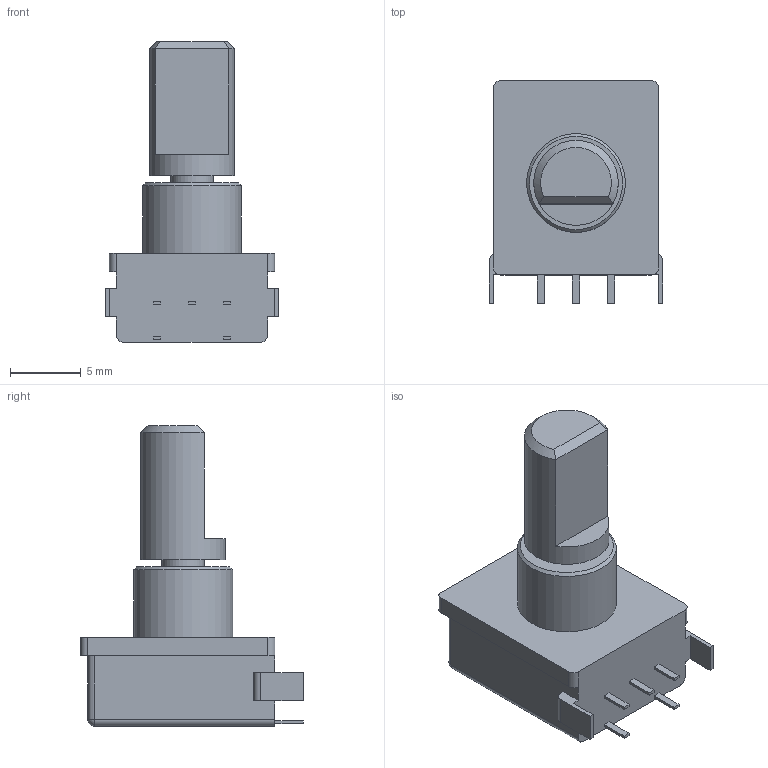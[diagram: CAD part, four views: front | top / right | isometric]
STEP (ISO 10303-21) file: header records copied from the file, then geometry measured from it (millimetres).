
FILE_DESCRIPTION(/* description */ (''),/* implementation_level */ '2;1');
FILE_NAME(/* name */ 'ACZ11BR4E-15FA1-20C.step',/* time_stamp */ '2024-08-17T18:13:53+02:00',/* author */ (''),/* organization */ (''),/* preprocessor_version */ 'ST-DEVELOPER v20',/* originating_system */ 'Autodesk Translation Framework v13.14.0.145',/* authorisation */ '');
FILE_SCHEMA (('AUTOMOTIVE_DESIGN { 1 0 10303 214 3 1 1 }'));
Length unit declared in the file: millimetre
Products named in the file (1): ACZ11BR4E-15FA1-20C
Bounding box: 12.3 x 15.75 x 21.3 mm (x, y, z)
Volume: 1341.1 mm3; surface area: 977.5 mm2
Topology: 1 solids, 1 shells, 71 faces, 172 edges, 111 vertices
Faces by surface type: plane 53, cylinder 14, sphere 2, cone 2
Full cylindrical faces by diameter (mm): 3 x1, 6 x1, 7 x1
Entity records: 2110 total; most frequent: CARTESIAN_POINT 361, DIRECTION 346, ORIENTED_EDGE 344, EDGE_CURVE 172, LINE 138, VECTOR 138, VERTEX_POINT 111, AXIS2_PLACEMENT_3D 104
